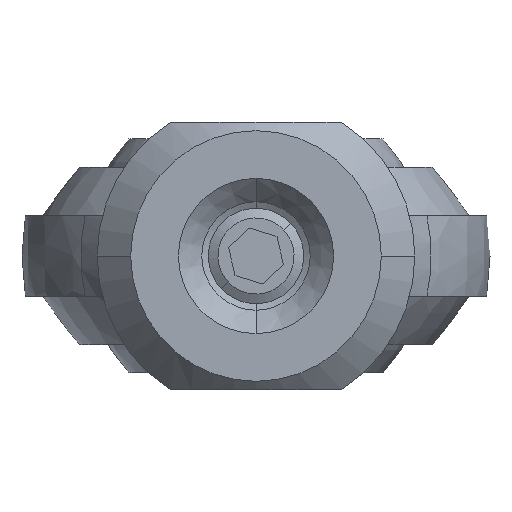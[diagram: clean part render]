
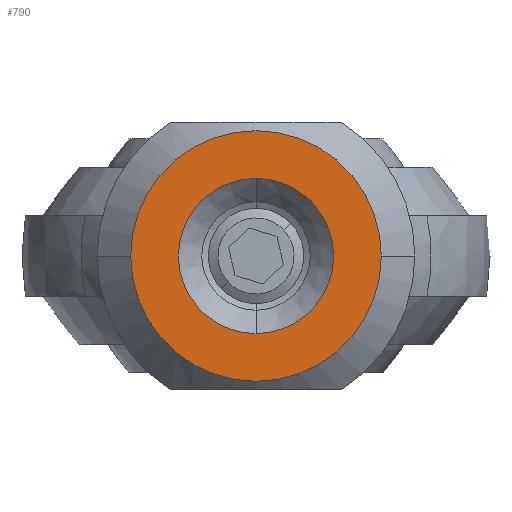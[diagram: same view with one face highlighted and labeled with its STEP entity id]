
A CAD part, front view. The second image highlights one B-rep face of the part: STEP entity #790.
In plain terms, the highlighted planar face has unit normal (0, -1, 0).
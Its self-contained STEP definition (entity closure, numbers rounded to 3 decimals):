
#16 = CARTESIAN_POINT ( 'NONE',  ( 0., -21., -2.031 ) ) ;
#125 = AXIS2_PLACEMENT_3D ( 'NONE', #1520, #478, #1362 ) ;
#135 = EDGE_CURVE ( 'NONE', #447, #2012, #580, .T. ) ;
#189 = VERTEX_POINT ( 'NONE', #242 ) ;
#203 = CIRCLE ( 'NONE', #786, 2.031 ) ;
#204 = DIRECTION ( 'NONE',  ( 0., 0., -1. ) ) ;
#237 = FACE_BOUND ( 'NONE', #534, .T. ) ;
#242 = CARTESIAN_POINT ( 'NONE',  ( 0., -21., 2.031 ) ) ;
#325 = AXIS2_PLACEMENT_3D ( 'NONE', #2100, #371, #204 ) ;
#338 = ORIENTED_EDGE ( 'NONE', *, *, #1936, .T. ) ;
#371 = DIRECTION ( 'NONE',  ( 0., -1., 0. ) ) ;
#409 = CIRCLE ( 'NONE', #623, 2.031 ) ;
#447 = VERTEX_POINT ( 'NONE', #815 ) ;
#470 = CIRCLE ( 'NONE', #325, 3.281 ) ;
#478 = DIRECTION ( 'NONE',  ( 0., -1., 0. ) ) ;
#534 = EDGE_LOOP ( 'NONE', ( #338, #2134 ) ) ;
#564 = CARTESIAN_POINT ( 'NONE',  ( 0., -21., 0. ) ) ;
#573 = PLANE ( 'NONE',  #1969 ) ;
#580 = CIRCLE ( 'NONE', #125, 3.281 ) ;
#623 = AXIS2_PLACEMENT_3D ( 'NONE', #564, #1787, #1634 ) ;
#786 = AXIS2_PLACEMENT_3D ( 'NONE', #1954, #1466, #1458 ) ;
#790 = ADVANCED_FACE ( 'NONE', ( #237, #1339 ), #573, .F. ) ;
#815 = CARTESIAN_POINT ( 'NONE',  ( 3.281, -21., 0. ) ) ;
#917 = DIRECTION ( 'NONE',  ( 0., 0., 1. ) ) ;
#1124 = CARTESIAN_POINT ( 'NONE',  ( 3.281, -21., 0. ) ) ;
#1301 = VERTEX_POINT ( 'NONE', #16 ) ;
#1339 = FACE_OUTER_BOUND ( 'NONE', #2031, .T. ) ;
#1362 = DIRECTION ( 'NONE',  ( 0., 0., -1. ) ) ;
#1458 = DIRECTION ( 'NONE',  ( 0., 0., 1. ) ) ;
#1466 = DIRECTION ( 'NONE',  ( 0., 1., 0. ) ) ;
#1484 = EDGE_CURVE ( 'NONE', #2012, #447, #470, .T. ) ;
#1520 = CARTESIAN_POINT ( 'NONE',  ( 0., -21., 0. ) ) ;
#1634 = DIRECTION ( 'NONE',  ( 0., 0., 1. ) ) ;
#1726 = ORIENTED_EDGE ( 'NONE', *, *, #135, .T. ) ;
#1787 = DIRECTION ( 'NONE',  ( 0., 1., 0. ) ) ;
#1791 = ORIENTED_EDGE ( 'NONE', *, *, #1484, .T. ) ;
#1795 = DIRECTION ( 'NONE',  ( 0., 1., 0. ) ) ;
#1895 = EDGE_CURVE ( 'NONE', #189, #1301, #203, .T. ) ;
#1936 = EDGE_CURVE ( 'NONE', #1301, #189, #409, .T. ) ;
#1940 = CARTESIAN_POINT ( 'NONE',  ( -3.281, -21., 0. ) ) ;
#1954 = CARTESIAN_POINT ( 'NONE',  ( 0., -21., 0. ) ) ;
#1969 = AXIS2_PLACEMENT_3D ( 'NONE', #1124, #1795, #917 ) ;
#2012 = VERTEX_POINT ( 'NONE', #1940 ) ;
#2031 = EDGE_LOOP ( 'NONE', ( #1726, #1791 ) ) ;
#2100 = CARTESIAN_POINT ( 'NONE',  ( 0., -21., 0. ) ) ;
#2134 = ORIENTED_EDGE ( 'NONE', *, *, #1895, .T. ) ;
